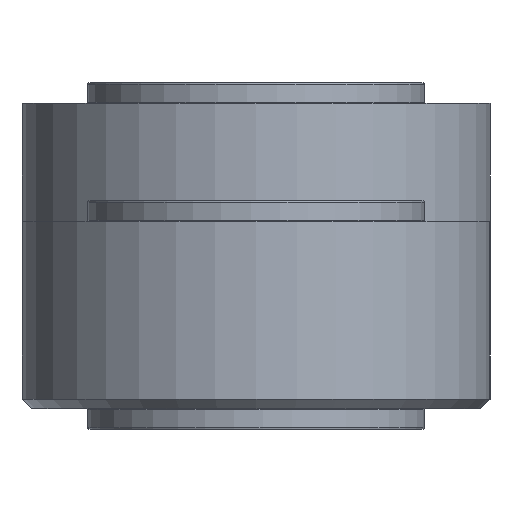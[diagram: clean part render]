
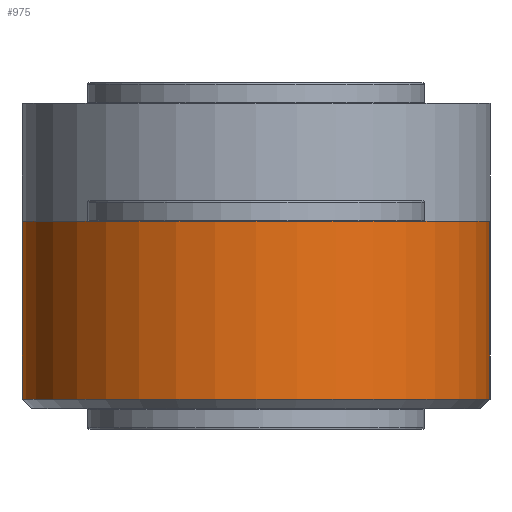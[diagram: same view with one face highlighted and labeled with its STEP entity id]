
A CAD part, front view. The second image highlights one B-rep face of the part: STEP entity #975.
In plain terms, the highlighted cylindrical face has radius 12.5 mm (diameter 25 mm), a partial arc.
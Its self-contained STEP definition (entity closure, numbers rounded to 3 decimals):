
#164=CYLINDRICAL_SURFACE('',#1220,12.5);
#178=CIRCLE('',#1200,12.5);
#186=CIRCLE('',#1214,12.5);
#285=FACE_OUTER_BOUND('',#347,.T.);
#347=EDGE_LOOP('',(#731,#732,#733,#734));
#420=LINE('',#1805,#458);
#425=LINE('',#1825,#463);
#458=VECTOR('',#1413,10.);
#463=VECTOR('',#1438,10.);
#486=VERTEX_POINT('',#1772);
#490=VERTEX_POINT('',#1781);
#496=VERTEX_POINT('',#1804);
#499=VERTEX_POINT('',#1813);
#567=EDGE_CURVE('',#490,#486,#178,.T.);
#579=EDGE_CURVE('',#486,#496,#420,.T.);
#584=EDGE_CURVE('',#496,#499,#186,.T.);
#589=EDGE_CURVE('',#490,#499,#425,.T.);
#731=ORIENTED_EDGE('',*,*,#567,.F.);
#732=ORIENTED_EDGE('',*,*,#589,.T.);
#733=ORIENTED_EDGE('',*,*,#584,.F.);
#734=ORIENTED_EDGE('',*,*,#579,.F.);
#975=ADVANCED_FACE('',(#285),#164,.T.);
#1200=AXIS2_PLACEMENT_3D('',#1783,#1387,#1388);
#1214=AXIS2_PLACEMENT_3D('',#1815,#1424,#1425);
#1220=AXIS2_PLACEMENT_3D('',#1826,#1439,#1440);
#1387=DIRECTION('center_axis',(0.,0.,-1.));
#1388=DIRECTION('ref_axis',(1.,0.,0.));
#1413=DIRECTION('',(0.,0.,1.));
#1424=DIRECTION('center_axis',(0.,0.,1.));
#1425=DIRECTION('ref_axis',(1.,0.,0.));
#1438=DIRECTION('',(0.,0.,1.));
#1439=DIRECTION('center_axis',(0.,0.,1.));
#1440=DIRECTION('ref_axis',(1.,0.,0.));
#1772=CARTESIAN_POINT('',(-12.5,0.,0.5));
#1781=CARTESIAN_POINT('',(12.5,0.,0.5));
#1783=CARTESIAN_POINT('Origin',(0.,0.,0.5));
#1804=CARTESIAN_POINT('',(-12.5,0.,10.));
#1805=CARTESIAN_POINT('',(-12.5,0.,0.));
#1813=CARTESIAN_POINT('',(12.5,0.,10.));
#1815=CARTESIAN_POINT('Origin',(0.,0.,10.));
#1825=CARTESIAN_POINT('',(12.5,0.,0.));
#1826=CARTESIAN_POINT('Origin',(0.,0.,0.));
